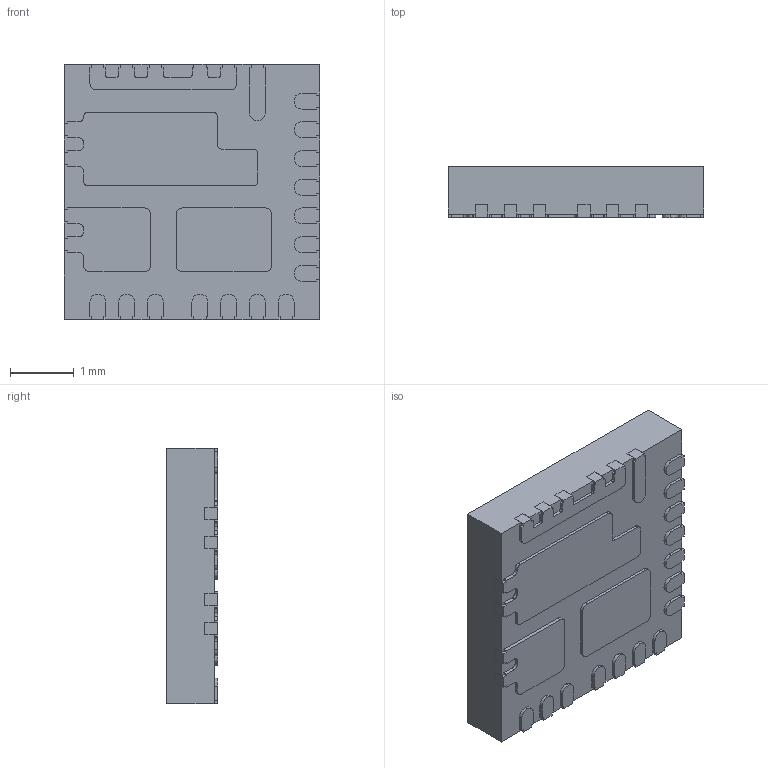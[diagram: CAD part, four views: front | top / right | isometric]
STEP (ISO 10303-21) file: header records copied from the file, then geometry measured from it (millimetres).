
FILE_DESCRIPTION (( 'STEP AP214' ), '1' );
FILE_NAME ('SIC431AED-T1-GE3.STEP', '2022-05-30T07:46:57', ( '' ), ( '' ), 'SwSTEP 2.0', 'SolidWorks 2017', '' );
FILE_SCHEMA (( 'AUTOMOTIVE_DESIGN' ));
Length unit declared in the file: millimetre
Products named in the file (1): SIC431AED-T1-GE3
Bounding box: 4 x 0.8 x 4 mm (x, y, z)
Volume: 12.4 mm3; surface area: 74.1 mm2
Topology: 21 solids, 21 shells, 534 faces, 1470 edges, 980 vertices
Faces by surface type: plane 426, cylinder 108
Entity records: 17044 total; most frequent: CARTESIAN_POINT 2985, ORIENTED_EDGE 2940, DIRECTION 2756, EDGE_CURVE 1470, VECTOR 1254, LINE 1254, VERTEX_POINT 980, AXIS2_PLACEMENT_3D 751
